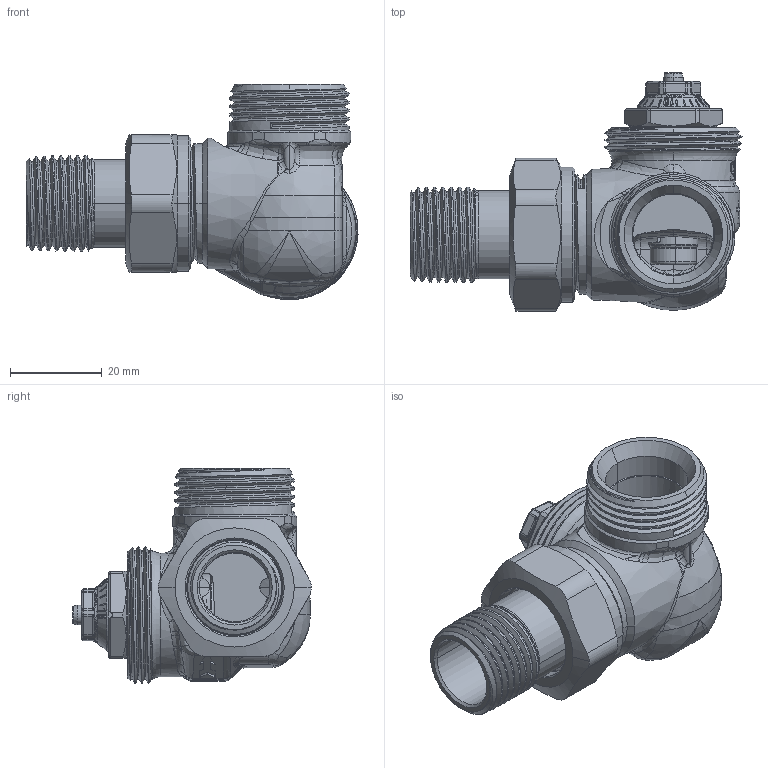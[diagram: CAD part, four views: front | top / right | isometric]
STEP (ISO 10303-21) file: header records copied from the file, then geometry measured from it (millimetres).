
FILE_DESCRIPTION((''),'2;1');
FILE_NAME('3939-02-000-GEW-O-B_SW0004','2015-03-09T',('marann'),(''),'PRO/ENGINEER BY PARAMETRIC TECHNOLOGY CORPORATION, 2011490','PRO/ENGINEER BY PARAMETRIC TECHNOLOGY CORPORATION, 2011490','');
FILE_SCHEMA(('CONFIG_CONTROL_DESIGN'));
Products named in the file (1): 3939-02-000-GEW-O-B_SW0004
Bounding box: 72.47 x 52.05 x 47 mm (x, y, z)
Volume: 30638.5 mm3; surface area: 24253.3 mm2
Topology: 2 solids, 2 shells, 1328 faces, 3404 edges, 2109 vertices
Faces by surface type: plane 355, cylinder 351, bspline 317, cone 134, torus 110, extrusion 50, sphere 11
Entity records: 64368 total; most frequent: CARTESIAN_POINT 35042, ORIENTED_EDGE 6800, DIRECTION 5217, EDGE_CURVE 3400, VERTEX_POINT 2109, AXIS2_PLACEMENT_3D 2050, EDGE_LOOP 1377, FACE_OUTER_BOUND 1328
